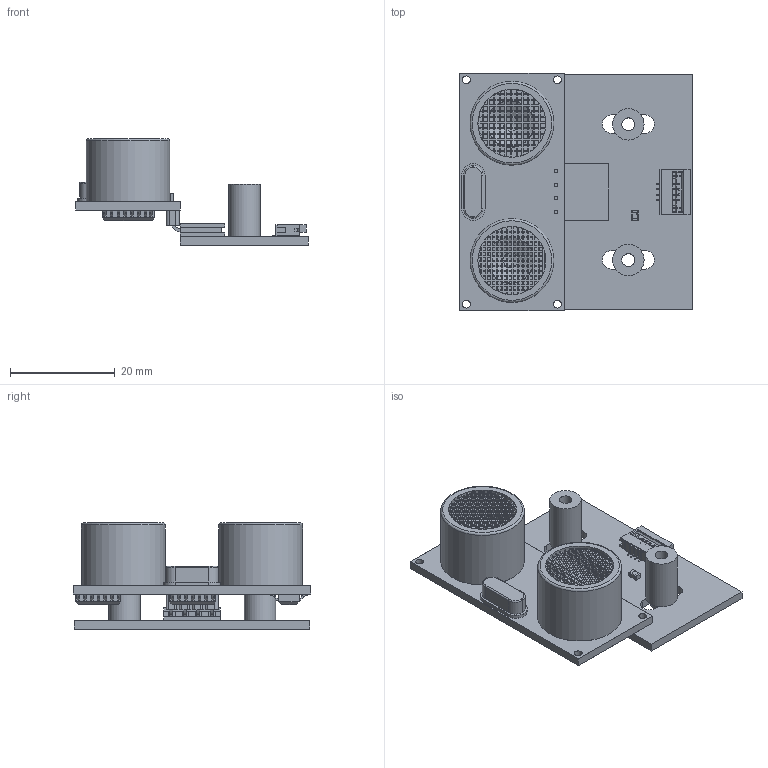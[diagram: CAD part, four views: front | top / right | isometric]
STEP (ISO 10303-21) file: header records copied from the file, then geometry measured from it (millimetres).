
FILE_DESCRIPTION(('Open CASCADE Model'),'2;1');
FILE_NAME('Open CASCADE Shape Model','2022-03-07T09:45:07',('Author'),( 'Open CASCADE'),'Open CASCADE STEP processor 6.8','Open CASCADE 6.8' ,'Unknown');
FILE_SCHEMA(('AUTOMOTIVE_DESIGN { 1 0 10303 214 1 1 1 1 }'));
Length unit declared in the file: millimetre
Products named in the file (23): PCB; Board; Open CASCADE STEP translator 6.8 1.1.1; X2; 686104148922; 6861xx148922_Patte; 6861xx148922_Patte2; 6861xx148922_Pin; 686104148922_Actuator; X1; 6023732704; Extruded; 6023731264; C1; Cap_AVX_0805YA0R5BAT2A_eec; Terminals; Electrode; AVX; Free-Models; HC-SR04-UltrasonicSensor_v7; 9774100360R_(rev1)
Assembly tree (27 placements, depth 4):
  PCB
    Board
      Open CASCADE STEP translator 6.8 1.1.1
    X2
      686104148922
        686104148922
        6861xx148922_Patte
        6861xx148922_Patte2
        6861xx148922_Pin  x4
        686104148922_Actuator
    X1
      6023732704  x2
        Extruded
      6023731264
        Extruded
    C1
      Cap_AVX_0805YA0R5BAT2A_eec
        Terminals
        Electrode
        AVX
    Free-Models
      HC-SR04-UltrasonicSensor_v7
      9774100360R_(rev1)  x2
Bounding box: 44.5 x 45.45 x 20.31 mm (x, y, z)
Volume: 7354.8 mm3; surface area: 12149.8 mm2
Topology: 83 solids, 83 shells, 2316 faces, 6676 edges, 4416 vertices
Faces by surface type: plane 2140, cylinder 152, cone 10, sphere 8, torus 6
Full cylindrical faces by diameter (mm): 1.5 x12, 2.459 x2, 4.2 x2, 6 x2, 13 x2, 16 x4
Entity records: 73574 total; most frequent: CARTESIAN_POINT 12758, ORIENTED_EDGE 12638, DIRECTION 11133, EDGE_CURVE 6319, LINE 5865, VECTOR 5865, VERTEX_POINT 4179, FACE_BOUND 2718
